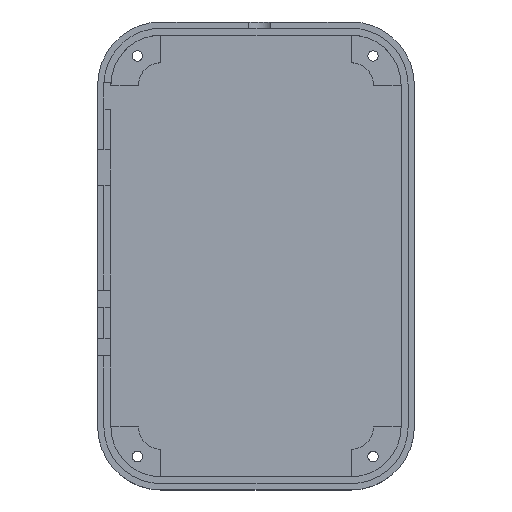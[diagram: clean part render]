
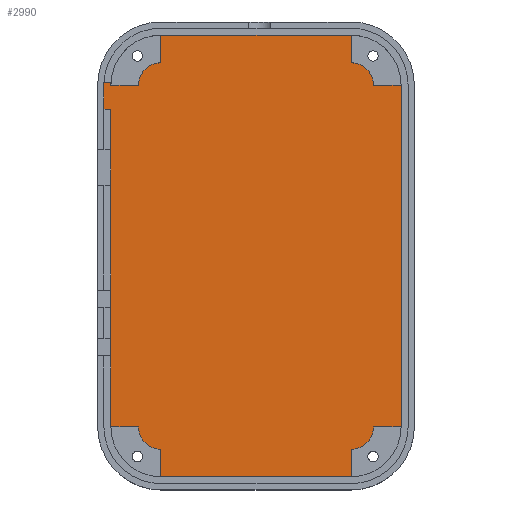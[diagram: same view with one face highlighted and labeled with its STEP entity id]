
A CAD part, top view. The second image highlights one B-rep face of the part: STEP entity #2990.
In plain terms, the highlighted planar face has unit normal (0, 0, 1).
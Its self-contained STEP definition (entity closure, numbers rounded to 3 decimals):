
#1379 = VERTEX_POINT('',#1380);
#1380 = CARTESIAN_POINT('',(-26.4,26.65,1.65));
#1430 = VERTEX_POINT('',#1431);
#1431 = CARTESIAN_POINT('',(-26.4,-31.05,1.65));
#1437 = EDGE_CURVE('',#1379,#1430,#1438,.T.);
#1438 = LINE('',#1439,#1440);
#1439 = CARTESIAN_POINT('',(-26.4,31.05,1.65));
#1440 = VECTOR('',#1441,1.);
#1441 = DIRECTION('',(0.,-1.,0.));
#1669 = VERTEX_POINT('',#1670);
#1670 = CARTESIAN_POINT('',(-26.4,31.55,1.65));
#1676 = EDGE_CURVE('',#1669,#1677,#1679,.T.);
#1677 = VERTEX_POINT('',#1678);
#1678 = CARTESIAN_POINT('',(-27.7,31.55,1.65));
#1679 = LINE('',#1680,#1681);
#1680 = CARTESIAN_POINT('',(-26.4,31.55,1.65));
#1681 = VECTOR('',#1682,1.);
#1682 = DIRECTION('',(-1.,-0.,-0.));
#1704 = VERTEX_POINT('',#1705);
#1705 = CARTESIAN_POINT('',(-27.7,26.65,1.65));
#1711 = EDGE_CURVE('',#1704,#1677,#1712,.T.);
#1712 = LINE('',#1713,#1714);
#1713 = CARTESIAN_POINT('',(-27.7,26.65,1.65));
#1714 = VECTOR('',#1715,1.);
#1715 = DIRECTION('',(0.,1.,0.));
#1730 = EDGE_CURVE('',#1379,#1704,#1731,.T.);
#1731 = LINE('',#1732,#1733);
#1732 = CARTESIAN_POINT('',(-26.4,26.65,1.65));
#1733 = VECTOR('',#1734,1.);
#1734 = DIRECTION('',(-1.,-0.,-0.));
#2159 = VERTEX_POINT('',#2160);
#2160 = CARTESIAN_POINT('',(-17.3,40.15,1.65));
#2166 = EDGE_CURVE('',#2167,#2159,#2169,.T.);
#2167 = VERTEX_POINT('',#2168);
#2168 = CARTESIAN_POINT('',(17.3,40.15,1.65));
#2169 = LINE('',#2170,#2171);
#2170 = CARTESIAN_POINT('',(17.3,40.15,1.65));
#2171 = VECTOR('',#2172,1.);
#2172 = DIRECTION('',(-1.,0.,0.));
#2203 = VERTEX_POINT('',#2204);
#2204 = CARTESIAN_POINT('',(-21.4,-31.05,1.65));
#2219 = EDGE_CURVE('',#2203,#1430,#2220,.T.);
#2220 = LINE('',#2221,#2222);
#2221 = CARTESIAN_POINT('',(-21.4,-31.05,1.65));
#2222 = VECTOR('',#2223,1.);
#2223 = DIRECTION('',(-1.,0.,0.));
#2268 = VERTEX_POINT('',#2269);
#2269 = CARTESIAN_POINT('',(17.3,-40.15,1.65));
#2275 = EDGE_CURVE('',#2276,#2268,#2278,.T.);
#2276 = VERTEX_POINT('',#2277);
#2277 = CARTESIAN_POINT('',(-17.3,-40.15,1.65));
#2278 = LINE('',#2279,#2280);
#2279 = CARTESIAN_POINT('',(-17.3,-40.15,1.65));
#2280 = VECTOR('',#2281,1.);
#2281 = DIRECTION('',(1.,0.,0.));
#2343 = VERTEX_POINT('',#2344);
#2344 = CARTESIAN_POINT('',(26.4,31.05,1.65));
#2350 = EDGE_CURVE('',#2351,#2343,#2353,.T.);
#2351 = VERTEX_POINT('',#2352);
#2352 = CARTESIAN_POINT('',(26.4,-31.05,1.65));
#2353 = LINE('',#2354,#2355);
#2354 = CARTESIAN_POINT('',(26.4,-31.05,1.65));
#2355 = VECTOR('',#2356,1.);
#2356 = DIRECTION('',(0.,1.,0.));
#2420 = VERTEX_POINT('',#2421);
#2421 = CARTESIAN_POINT('',(-26.4,31.05,1.65));
#2427 = EDGE_CURVE('',#2420,#1669,#2428,.T.);
#2428 = LINE('',#2429,#2430);
#2429 = CARTESIAN_POINT('',(-26.4,26.65,1.65));
#2430 = VECTOR('',#2431,1.);
#2431 = DIRECTION('',(0.,1.,0.));
#2531 = VERTEX_POINT('',#2532);
#2532 = CARTESIAN_POINT('',(17.3,35.15,1.65));
#2538 = EDGE_CURVE('',#2167,#2531,#2539,.T.);
#2539 = LINE('',#2540,#2541);
#2540 = CARTESIAN_POINT('',(17.3,40.15,1.65));
#2541 = VECTOR('',#2542,1.);
#2542 = DIRECTION('',(0.,-1.,0.));
#2553 = VERTEX_POINT('',#2554);
#2554 = CARTESIAN_POINT('',(-17.3,35.15,1.65));
#2569 = EDGE_CURVE('',#2553,#2159,#2570,.T.);
#2570 = LINE('',#2571,#2572);
#2571 = CARTESIAN_POINT('',(-17.3,35.15,1.65));
#2572 = VECTOR('',#2573,1.);
#2573 = DIRECTION('',(0.,1.,0.));
#2584 = VERTEX_POINT('',#2585);
#2585 = CARTESIAN_POINT('',(-21.4,31.05,1.65));
#2600 = EDGE_CURVE('',#2584,#2420,#2601,.T.);
#2601 = LINE('',#2602,#2603);
#2602 = CARTESIAN_POINT('',(-21.4,31.05,1.65));
#2603 = VECTOR('',#2604,1.);
#2604 = DIRECTION('',(-1.,0.,0.));
#2623 = EDGE_CURVE('',#2553,#2584,#2624,.T.);
#2624 = CIRCLE('',#2625,4.1);
#2625 = AXIS2_PLACEMENT_3D('',#2626,#2627,#2628);
#2626 = CARTESIAN_POINT('',(-17.3,31.05,1.65));
#2627 = DIRECTION('',(0.,0.,1.));
#2628 = DIRECTION('',(1.,0.,0.));
#2639 = VERTEX_POINT('',#2640);
#2640 = CARTESIAN_POINT('',(21.4,31.05,1.65));
#2656 = EDGE_CURVE('',#2639,#2531,#2657,.T.);
#2657 = CIRCLE('',#2658,4.1);
#2658 = AXIS2_PLACEMENT_3D('',#2659,#2660,#2661);
#2659 = CARTESIAN_POINT('',(17.3,31.05,1.65));
#2660 = DIRECTION('',(0.,0.,1.));
#2661 = DIRECTION('',(1.,0.,0.));
#2679 = EDGE_CURVE('',#2343,#2639,#2680,.T.);
#2680 = LINE('',#2681,#2682);
#2681 = CARTESIAN_POINT('',(26.4,31.05,1.65));
#2682 = VECTOR('',#2683,1.);
#2683 = DIRECTION('',(-1.,0.,0.));
#2694 = VERTEX_POINT('',#2695);
#2695 = CARTESIAN_POINT('',(21.4,-31.05,1.65));
#2710 = EDGE_CURVE('',#2694,#2351,#2711,.T.);
#2711 = LINE('',#2712,#2713);
#2712 = CARTESIAN_POINT('',(21.4,-31.05,1.65));
#2713 = VECTOR('',#2714,1.);
#2714 = DIRECTION('',(1.,0.,0.));
#2725 = VERTEX_POINT('',#2726);
#2726 = CARTESIAN_POINT('',(17.3,-35.15,1.65));
#2742 = EDGE_CURVE('',#2725,#2694,#2743,.T.);
#2743 = CIRCLE('',#2744,4.1);
#2744 = AXIS2_PLACEMENT_3D('',#2745,#2746,#2747);
#2745 = CARTESIAN_POINT('',(17.3,-31.05,1.65));
#2746 = DIRECTION('',(0.,0.,1.));
#2747 = DIRECTION('',(1.,0.,0.));
#2765 = EDGE_CURVE('',#2725,#2268,#2766,.T.);
#2766 = LINE('',#2767,#2768);
#2767 = CARTESIAN_POINT('',(17.3,-35.15,1.65));
#2768 = VECTOR('',#2769,1.);
#2769 = DIRECTION('',(0.,-1.,0.));
#2780 = VERTEX_POINT('',#2781);
#2781 = CARTESIAN_POINT('',(-17.3,-35.15,1.65));
#2796 = EDGE_CURVE('',#2780,#2276,#2797,.T.);
#2797 = LINE('',#2798,#2799);
#2798 = CARTESIAN_POINT('',(-17.3,-35.15,1.65));
#2799 = VECTOR('',#2800,1.);
#2800 = DIRECTION('',(0.,-1.,0.));
#2819 = EDGE_CURVE('',#2203,#2780,#2820,.T.);
#2820 = CIRCLE('',#2821,4.1);
#2821 = AXIS2_PLACEMENT_3D('',#2822,#2823,#2824);
#2822 = CARTESIAN_POINT('',(-17.3,-31.05,1.65));
#2823 = DIRECTION('',(0.,0.,1.));
#2824 = DIRECTION('',(1.,0.,0.));
#2990 = ADVANCED_FACE('',(#2991),#3013,.T.);
#2991 = FACE_BOUND('',#2992,.T.);
#2992 = EDGE_LOOP('',(#2993,#2994,#2995,#2996,#2997,#2998,#2999,#3000,
    #3001,#3002,#3003,#3004,#3005,#3006,#3007,#3008,#3009,#3010,#3011,
    #3012));
#2993 = ORIENTED_EDGE('',*,*,#2600,.T.);
#2994 = ORIENTED_EDGE('',*,*,#2427,.T.);
#2995 = ORIENTED_EDGE('',*,*,#1676,.T.);
#2996 = ORIENTED_EDGE('',*,*,#1711,.F.);
#2997 = ORIENTED_EDGE('',*,*,#1730,.F.);
#2998 = ORIENTED_EDGE('',*,*,#1437,.T.);
#2999 = ORIENTED_EDGE('',*,*,#2219,.F.);
#3000 = ORIENTED_EDGE('',*,*,#2819,.T.);
#3001 = ORIENTED_EDGE('',*,*,#2796,.T.);
#3002 = ORIENTED_EDGE('',*,*,#2275,.T.);
#3003 = ORIENTED_EDGE('',*,*,#2765,.F.);
#3004 = ORIENTED_EDGE('',*,*,#2742,.T.);
#3005 = ORIENTED_EDGE('',*,*,#2710,.T.);
#3006 = ORIENTED_EDGE('',*,*,#2350,.T.);
#3007 = ORIENTED_EDGE('',*,*,#2679,.T.);
#3008 = ORIENTED_EDGE('',*,*,#2656,.T.);
#3009 = ORIENTED_EDGE('',*,*,#2538,.F.);
#3010 = ORIENTED_EDGE('',*,*,#2166,.T.);
#3011 = ORIENTED_EDGE('',*,*,#2569,.F.);
#3012 = ORIENTED_EDGE('',*,*,#2623,.T.);
#3013 = PLANE('',#3014);
#3014 = AXIS2_PLACEMENT_3D('',#3015,#3016,#3017);
#3015 = CARTESIAN_POINT('',(-0.393,0.408,1.65));
#3016 = DIRECTION('',(0.,0.,1.));
#3017 = DIRECTION('',(1.,0.,0.));
